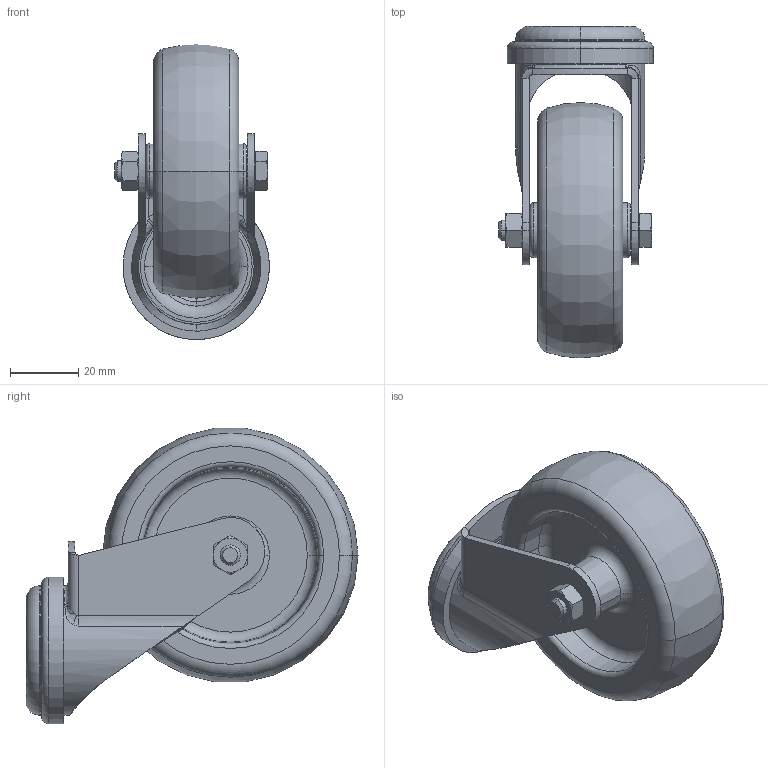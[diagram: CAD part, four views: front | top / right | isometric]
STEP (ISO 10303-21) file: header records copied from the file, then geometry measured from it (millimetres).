
FILE_DESCRIPTION (( 'STEP AP214' ), '1' );
FILE_NAME ('LRA-TPA_75G_354506.step', '2012-10-13T11:57:04', ( 'Matthias Senn' ), ( 'Blickle Räder+Rollen' ), 'SwSTEP 2.0', 'SolidWorks 2010', '' );
FILE_SCHEMA (( 'AUTOMOTIVE_DESIGN' ));
Length unit declared in the file: millimetre
Products named in the file (4): TPA-G_G15_TPA_75_8G; GH-LRA075_G15; AM_LRA_08x30_G_G15; LRA-TPA_75G_354506
Assembly tree (3 placements, depth 2):
  LRA-TPA_75G_354506
    TPA-G_G15_TPA_75_8G
    GH-LRA075_G15
    AM_LRA_08x30_G_G15
Bounding box: 45.5 x 97.5 x 86.73 mm (x, y, z)
Volume: 88999.5 mm3; surface area: 32458.4 mm2
Topology: 3 solids, 3 shells, 677 faces, 1736 edges, 1127 vertices
Faces by surface type: plane 382, bspline 171, cone 47, cylinder 39, torus 38
Entity records: 41034 total; most frequent: CARTESIAN_POINT 18149, ORIENTED_EDGE 3472, DIRECTION 2565, EDGE_CURVE 1736, VERTEX_POINT 1127, LINE 1127, VECTOR 1127, EDGE_LOOP 743
